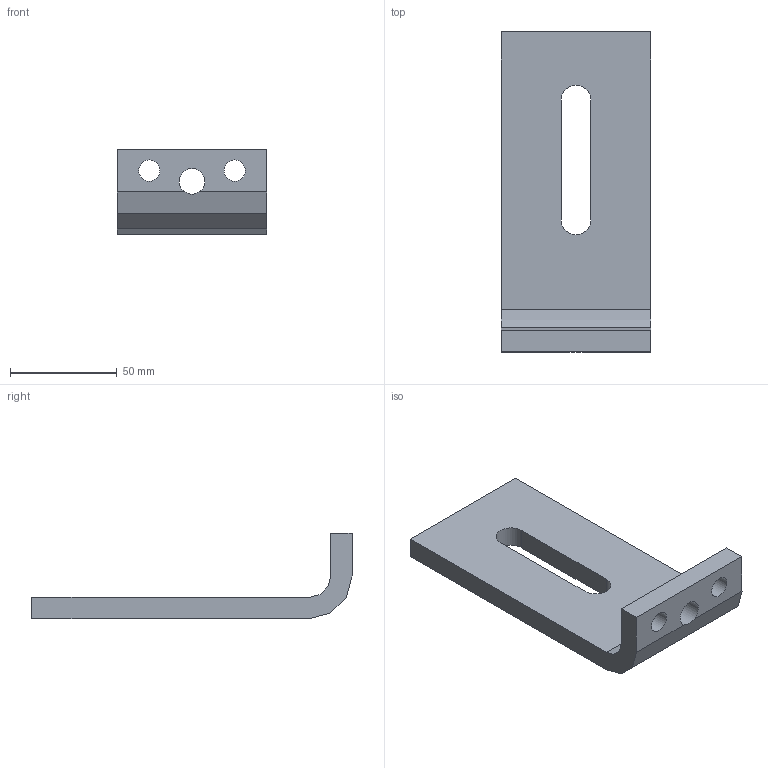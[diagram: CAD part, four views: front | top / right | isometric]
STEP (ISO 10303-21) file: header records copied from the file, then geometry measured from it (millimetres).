
FILE_DESCRIPTION(('Open CASCADE Model'),'2;1');
FILE_NAME('Open CASCADE Shape Model','2024-12-09T07:03:52',('Author'),( 'Open CASCADE'),'Open CASCADE STEP processor 7.3','Open CASCADE 7.3' ,'Unknown');
FILE_SCHEMA(('AUTOMOTIVE_DESIGN { 1 0 10303 214 1 1 1 1 }'));
Length unit declared in the file: millimetre
Products named in the file (1): product-61803210-1511-4e94-8964-7ffad886abd8-body 1
Bounding box: 70 x 150 x 40 mm (x, y, z)
Volume: 108668.8 mm3; surface area: 29259.7 mm2
Topology: 1 solids, 1 shells, 21 faces, 63 edges, 42 vertices
Faces by surface type: plane 16, cylinder 5
Full cylindrical faces by diameter (mm): 10 x2, 12 x1
Entity records: 1575 total; most frequent: CARTESIAN_POINT 335, DIRECTION 218, LINE 137, VECTOR 137, ORIENTED_EDGE 126, PCURVE 126, DEFINITIONAL_REPRESENTATION 126, EDGE_CURVE 63
